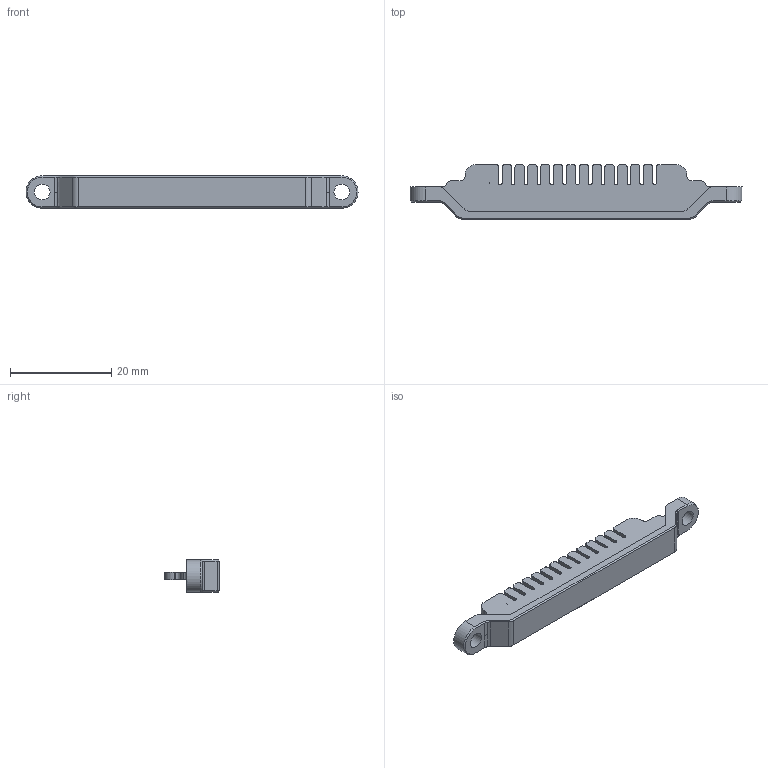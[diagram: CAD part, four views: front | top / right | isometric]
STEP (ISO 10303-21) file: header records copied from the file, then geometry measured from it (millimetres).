
FILE_DESCRIPTION(/* description */ (''),/* implementation_level */ '2;1');
FILE_NAME(/* name */ 'bac Panel Brace v28 PEEK.step',/* time_stamp */ '2024-10-04T09:51:54+02:00',/* author */ (''),/* organization */ (''),/* preprocessor_version */ 'ST-DEVELOPER v20',/* originating_system */ 'Autodesk Translation Framework v13.20.0.188',/* authorisation */ '');
FILE_SCHEMA (('AUTOMOTIVE_DESIGN { 1 0 10303 214 3 1 1 }'));
Length unit declared in the file: millimetre
Products named in the file (2): bac Panel Brace; Panel Brace
Assembly tree (1 placements, depth 2):
  bac Panel Brace
    Panel Brace
Bounding box: 65.6 x 10.8 x 6.4 mm (x, y, z)
Volume: 1373.6 mm3; surface area: 2090.6 mm2
Topology: 1 solids, 1 shells, 154 faces, 436 edges, 284 vertices
Faces by surface type: plane 71, cylinder 65, cone 10, bspline 8
Full cylindrical faces by diameter (mm): 3.1 x2
Entity records: 5222 total; most frequent: CARTESIAN_POINT 1065, ORIENTED_EDGE 872, DIRECTION 872, EDGE_CURVE 436, AXIS2_PLACEMENT_3D 295, VERTEX_POINT 284, LINE 282, VECTOR 282
